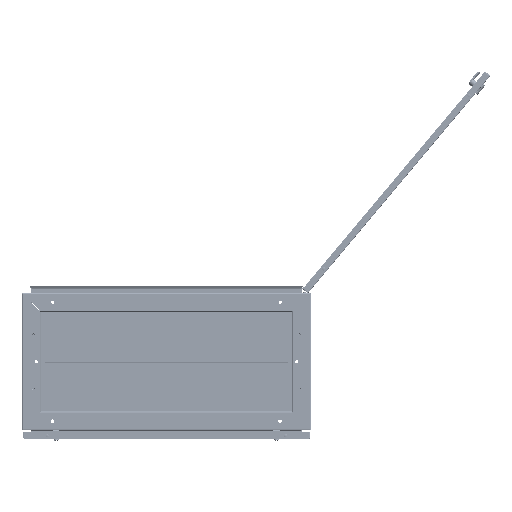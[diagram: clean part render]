
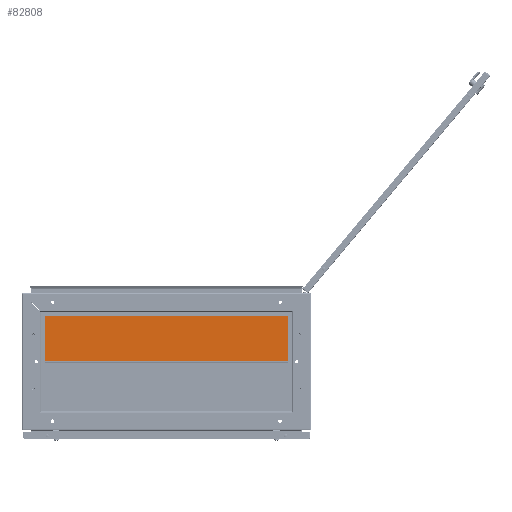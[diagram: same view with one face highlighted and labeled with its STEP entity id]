
A CAD part, front view. The second image highlights one B-rep face of the part: STEP entity #82808.
In plain terms, the highlighted face is planar.
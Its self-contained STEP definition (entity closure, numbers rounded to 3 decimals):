
#13193 = VERTEX_POINT ( 'NONE', #143853 ) ;
#13194 = VERTEX_POINT ( 'NONE', #143852 ) ;
#13195 = VERTEX_POINT ( 'NONE', #143851 ) ;
#13199 = VERTEX_POINT ( 'NONE', #122113 ) ;
#13200 = VERTEX_POINT ( 'NONE', #121969 ) ;
#13202 = VERTEX_POINT ( 'NONE', #121910 ) ;
#13204 = VERTEX_POINT ( 'NONE', #121899 ) ;
#13205 = VERTEX_POINT ( 'NONE', #121379 ) ;
#13208 = VERTEX_POINT ( 'NONE', #121328 ) ;
#13210 = VERTEX_POINT ( 'NONE', #121901 ) ;
#13217 = VERTEX_POINT ( 'NONE', #119911 ) ;
#13219 = VERTEX_POINT ( 'NONE', #121298 ) ;
#13831 = EDGE_LOOP ( 'NONE', ( #23925, #23927, #23928, #23930, #23933, #23935, #23937, #23939, #23941, #23943, #23945, #23948 ) ) ;
#23925 = ORIENTED_EDGE ( 'NONE', *, *, #76393, .F. ) ;
#23927 = ORIENTED_EDGE ( 'NONE', *, *, #76398, .F. ) ;
#23928 = ORIENTED_EDGE ( 'NONE', *, *, #76403, .T. ) ;
#23930 = ORIENTED_EDGE ( 'NONE', *, *, #76407, .T. ) ;
#23933 = ORIENTED_EDGE ( 'NONE', *, *, #76412, .T. ) ;
#23935 = ORIENTED_EDGE ( 'NONE', *, *, #76417, .F. ) ;
#23937 = ORIENTED_EDGE ( 'NONE', *, *, #76421, .F. ) ;
#23939 = ORIENTED_EDGE ( 'NONE', *, *, #76426, .F. ) ;
#23941 = ORIENTED_EDGE ( 'NONE', *, *, #76431, .T. ) ;
#23943 = ORIENTED_EDGE ( 'NONE', *, *, #76435, .T. ) ;
#23945 = ORIENTED_EDGE ( 'NONE', *, *, #76440, .T. ) ;
#23948 = ORIENTED_EDGE ( 'NONE', *, *, #76445, .F. ) ;
#55878 = AXIS2_PLACEMENT_3D ( 'NONE', #131355, #131364, #131365 ) ;
#76393 = EDGE_CURVE ( 'NONE', #13219, #13208, #148805, .T. ) ;
#76398 = EDGE_CURVE ( 'NONE', #13217, #13219, #148801, .T. ) ;
#76403 = EDGE_CURVE ( 'NONE', #13217, #13202, #148809, .T. ) ;
#76407 = EDGE_CURVE ( 'NONE', #13202, #13200, #148813, .T. ) ;
#76412 = EDGE_CURVE ( 'NONE', #13200, #13199, #148822, .T. ) ;
#76417 = EDGE_CURVE ( 'NONE', #13204, #13199, #148826, .T. ) ;
#76421 = EDGE_CURVE ( 'NONE', #13205, #13204, #148817, .T. ) ;
#76426 = EDGE_CURVE ( 'NONE', #13210, #13205, #148830, .T. ) ;
#76431 = EDGE_CURVE ( 'NONE', #13210, #13195, #148834, .T. ) ;
#76435 = EDGE_CURVE ( 'NONE', #13195, #13194, #148842, .T. ) ;
#76440 = EDGE_CURVE ( 'NONE', #13194, #13193, #148846, .T. ) ;
#76445 = EDGE_CURVE ( 'NONE', #13208, #13193, #148850, .T. ) ;
#82808 = ADVANCED_FACE ( 'NONE', ( #143277 ), #131362, .T. ) ;
#119911 = CARTESIAN_POINT ( 'NONE',  ( 336., -70., 0. ) ) ;
#121298 = CARTESIAN_POINT ( 'NONE',  ( 336., -69.25, 0. ) ) ;
#121328 = CARTESIAN_POINT ( 'NONE',  ( -336., -69.25, 0. ) ) ;
#121379 = CARTESIAN_POINT ( 'NONE',  ( -300., 69.25, 0. ) ) ;
#121899 = CARTESIAN_POINT ( 'NONE',  ( 300., 69.25, 0. ) ) ;
#121901 = CARTESIAN_POINT ( 'NONE',  ( -300., 70., 0. ) ) ;
#121910 = CARTESIAN_POINT ( 'NONE',  ( 350., -70., 0. ) ) ;
#121969 = CARTESIAN_POINT ( 'NONE',  ( 350., 70., 0. ) ) ;
#122113 = CARTESIAN_POINT ( 'NONE',  ( 300., 70., 0. ) ) ;
#131355 = CARTESIAN_POINT ( 'NONE',  ( 0., 0., 0. ) ) ;
#131362 = PLANE ( 'NONE',  #55878 ) ;
#131364 = DIRECTION ( 'NONE',  ( 0., 0., 1. ) ) ;
#131365 = DIRECTION ( 'NONE',  ( 1., 0., 0. ) ) ;
#143277 = FACE_OUTER_BOUND ( 'NONE', #13831, .T. ) ;
#143851 = CARTESIAN_POINT ( 'NONE',  ( -350., 70., 0. ) ) ;
#143852 = CARTESIAN_POINT ( 'NONE',  ( -350., -70., 0. ) ) ;
#143853 = CARTESIAN_POINT ( 'NONE',  ( -336., -70., 0. ) ) ;
#144937 = CARTESIAN_POINT ( 'NONE',  ( 336., -70., 0. ) ) ;
#144946 = CARTESIAN_POINT ( 'NONE',  ( 350., -70., 0. ) ) ;
#144955 = CARTESIAN_POINT ( 'NONE',  ( 336., -69.25, 0. ) ) ;
#144957 = CARTESIAN_POINT ( 'NONE',  ( 350., -70., 0. ) ) ;
#144960 = DIRECTION ( 'NONE',  ( -1., 0., 0. ) ) ;
#144963 = DIRECTION ( 'NONE',  ( 0., 1., 0. ) ) ;
#144967 = CARTESIAN_POINT ( 'NONE',  ( -300., 69.25, 0. ) ) ;
#144970 = DIRECTION ( 'NONE',  ( 1., 0., 0. ) ) ;
#144975 = CARTESIAN_POINT ( 'NONE',  ( -300., 70., 0. ) ) ;
#144977 = DIRECTION ( 'NONE',  ( 0., 1., 0. ) ) ;
#144984 = CARTESIAN_POINT ( 'NONE',  ( 350., 70., 0. ) ) ;
#144987 = DIRECTION ( 'NONE',  ( -1., 0., 0. ) ) ;
#144990 = CARTESIAN_POINT ( 'NONE',  ( 300., 69.25, 0. ) ) ;
#144993 = CARTESIAN_POINT ( 'NONE',  ( 350., 70., 0. ) ) ;
#144995 = DIRECTION ( 'NONE',  ( 0., 1., 0. ) ) ;
#144998 = DIRECTION ( 'NONE',  ( 1., 0., 0. ) ) ;
#145005 = DIRECTION ( 'NONE',  ( 0., -1., 0. ) ) ;
#145011 = DIRECTION ( 'NONE',  ( -1., 0., 0. ) ) ;
#145017 = CARTESIAN_POINT ( 'NONE',  ( -350., -70., 0. ) ) ;
#145021 = DIRECTION ( 'NONE',  ( 0., -1., 0. ) ) ;
#145024 = CARTESIAN_POINT ( 'NONE',  ( 350., -70., 0. ) ) ;
#145029 = DIRECTION ( 'NONE',  ( 1., 0., 0. ) ) ;
#145031 = CARTESIAN_POINT ( 'NONE',  ( -336., -69.25, 0. ) ) ;
#145036 = DIRECTION ( 'NONE',  ( 0., -1., 0. ) ) ;
#148801 = LINE ( 'NONE', #144937, #148815 ) ;
#148805 = LINE ( 'NONE', #144955, #148811 ) ;
#148809 = LINE ( 'NONE', #144946, #148819 ) ;
#148811 = VECTOR ( 'NONE', #144960, 1000. ) ;
#148813 = LINE ( 'NONE', #144957, #148824 ) ;
#148815 = VECTOR ( 'NONE', #144963, 1000. ) ;
#148817 = LINE ( 'NONE', #144967, #148836 ) ;
#148819 = VECTOR ( 'NONE', #144970, 1000. ) ;
#148822 = LINE ( 'NONE', #144984, #148828 ) ;
#148824 = VECTOR ( 'NONE', #144977, 1000. ) ;
#148826 = LINE ( 'NONE', #144990, #148832 ) ;
#148828 = VECTOR ( 'NONE', #144987, 1000. ) ;
#148830 = LINE ( 'NONE', #144975, #148840 ) ;
#148832 = VECTOR ( 'NONE', #144995, 1000. ) ;
#148834 = LINE ( 'NONE', #144993, #148844 ) ;
#148836 = VECTOR ( 'NONE', #144998, 1000. ) ;
#148840 = VECTOR ( 'NONE', #145005, 1000. ) ;
#148842 = LINE ( 'NONE', #145017, #148848 ) ;
#148844 = VECTOR ( 'NONE', #145011, 1000. ) ;
#148846 = LINE ( 'NONE', #145024, #148852 ) ;
#148848 = VECTOR ( 'NONE', #145021, 1000. ) ;
#148850 = LINE ( 'NONE', #145031, #148856 ) ;
#148852 = VECTOR ( 'NONE', #145029, 1000. ) ;
#148856 = VECTOR ( 'NONE', #145036, 1000. ) ;
